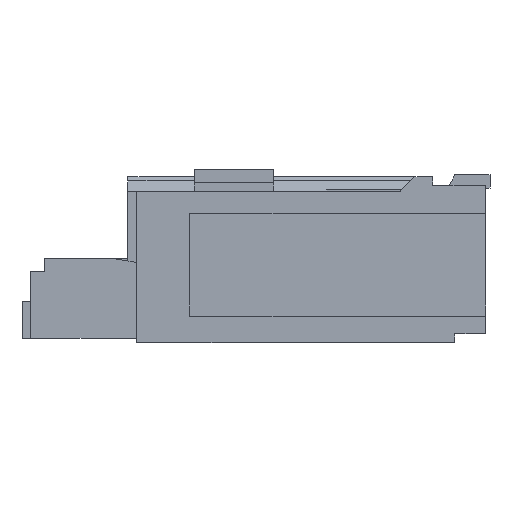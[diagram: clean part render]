
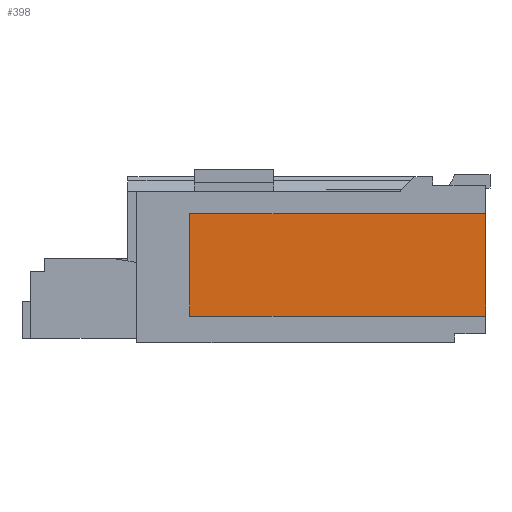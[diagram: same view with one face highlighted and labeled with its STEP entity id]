
A CAD part, left-side view. The second image highlights one B-rep face of the part: STEP entity #398.
In plain terms, the highlighted planar face has unit normal (-1, 0, 0).
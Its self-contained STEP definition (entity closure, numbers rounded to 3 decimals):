
#398=ADVANCED_FACE('',(#1325),#1326,.F.);
#1325=FACE_OUTER_BOUND('',#2470,.T.);
#1326=PLANE('',#2471);
#2470=EDGE_LOOP('',(#6329,#6330,#6331,#6332));
#2471=AXIS2_PLACEMENT_3D('',#6333,#6334,#6335);
#6329=ORIENTED_EDGE('',*,*,#9417,.F.);
#6330=ORIENTED_EDGE('',*,*,#9418,.F.);
#6331=ORIENTED_EDGE('',*,*,#9403,.T.);
#6332=ORIENTED_EDGE('',*,*,#9412,.F.);
#6333=CARTESIAN_POINT('',(-4.85,3.35,-1.58));
#6334=DIRECTION('',(1.0,0.0,0.0));
#6335=DIRECTION('',(0.0,1.0,0.0));
#9403=EDGE_CURVE('',#12103,#12104,#12105,.T.);
#9412=EDGE_CURVE('',#12118,#12104,#12120,.T.);
#9417=EDGE_CURVE('',#12127,#12118,#12128,.T.);
#9418=EDGE_CURVE('',#12103,#12127,#12129,.T.);
#12103=VERTEX_POINT('',#16144);
#12104=VERTEX_POINT('',#16145);
#12105=LINE('',#16146,#16147);
#12118=VERTEX_POINT('',#16167);
#12120=LINE('',#16170,#16171);
#12127=VERTEX_POINT('',#16182);
#12128=LINE('',#16183,#16184);
#12129=LINE('',#16185,#16186);
#16144=CARTESIAN_POINT('',(-4.85,3.35,-1.58));
#16145=CARTESIAN_POINT('',(-4.85,0.0,-1.58));
#16146=CARTESIAN_POINT('',(-4.85,3.35,-1.58));
#16147=VECTOR('',#18517,3.35);
#16167=CARTESIAN_POINT('',(-4.85,0.0,-0.42));
#16170=CARTESIAN_POINT('',(-4.85,0.0,-0.42));
#16171=VECTOR('',#18526,1.16);
#16182=CARTESIAN_POINT('',(-4.85,3.35,-0.42));
#16183=CARTESIAN_POINT('',(-4.85,3.35,-0.42));
#16184=VECTOR('',#18531,3.35);
#16185=CARTESIAN_POINT('',(-4.85,3.35,-1.58));
#16186=VECTOR('',#18532,1.16);
#18517=DIRECTION('',(0.0,-1.0,0.0));
#18526=DIRECTION('',(0.0,0.0,-1.0));
#18531=DIRECTION('',(0.0,-1.0,0.0));
#18532=DIRECTION('',(0.0,0.0,1.0));
